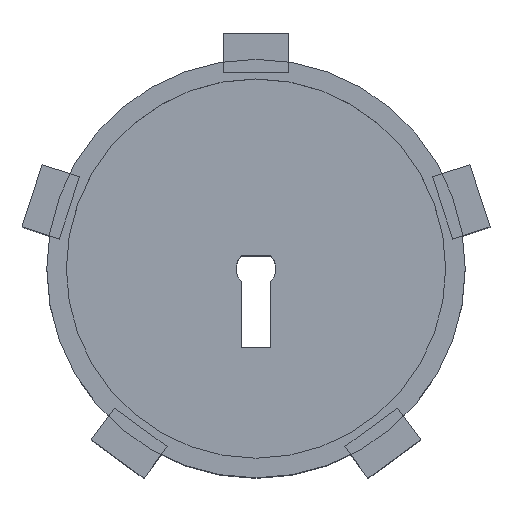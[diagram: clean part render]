
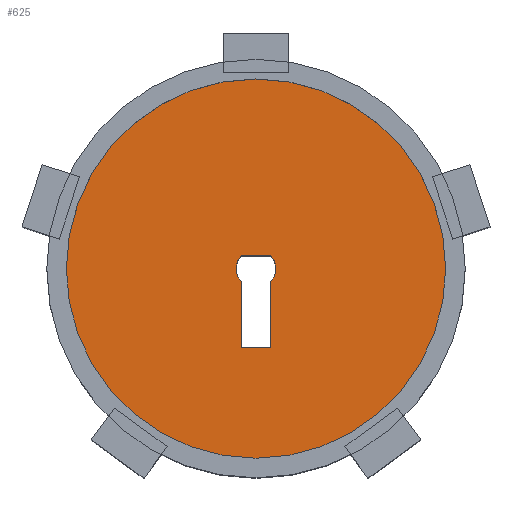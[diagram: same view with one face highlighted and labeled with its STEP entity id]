
A CAD part, top view. The second image highlights one B-rep face of the part: STEP entity #625.
In plain terms, the highlighted planar face has unit normal (0, 0, 1).
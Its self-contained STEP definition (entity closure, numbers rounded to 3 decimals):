
#29=FACE_BOUND('',#85,.T.);
#32=CIRCLE('',#686,14.5);
#33=CIRCLE('',#687,1.5);
#34=CIRCLE('',#688,1.5);
#43=FACE_OUTER_BOUND('',#84,.T.);
#84=EDGE_LOOP('',(#429));
#85=EDGE_LOOP('',(#430,#431,#432,#433,#434,#435));
#126=LINE('',#913,#202);
#132=LINE('',#925,#208);
#134=LINE('',#928,#210);
#135=LINE('',#935,#211);
#202=VECTOR('',#736,10.);
#208=VECTOR('',#744,10.);
#210=VECTOR('',#748,10.);
#211=VECTOR('',#755,10.);
#277=VERTEX_POINT('',#909);
#279=VERTEX_POINT('',#912);
#282=VERTEX_POINT('',#919);
#284=VERTEX_POINT('',#923);
#285=VERTEX_POINT('',#930);
#286=VERTEX_POINT('',#932);
#287=VERTEX_POINT('',#934);
#334=EDGE_CURVE('',#279,#277,#126,.T.);
#340=EDGE_CURVE('',#282,#284,#132,.T.);
#342=EDGE_CURVE('',#284,#279,#134,.T.);
#343=EDGE_CURVE('',#285,#285,#32,.T.);
#344=EDGE_CURVE('',#277,#286,#33,.T.);
#345=EDGE_CURVE('',#286,#287,#135,.T.);
#346=EDGE_CURVE('',#287,#282,#34,.T.);
#429=ORIENTED_EDGE('',*,*,#343,.T.);
#430=ORIENTED_EDGE('',*,*,#340,.T.);
#431=ORIENTED_EDGE('',*,*,#342,.T.);
#432=ORIENTED_EDGE('',*,*,#334,.T.);
#433=ORIENTED_EDGE('',*,*,#344,.T.);
#434=ORIENTED_EDGE('',*,*,#345,.T.);
#435=ORIENTED_EDGE('',*,*,#346,.T.);
#588=PLANE('',#685);
#625=ADVANCED_FACE('',(#43,#29),#588,.T.);
#685=AXIS2_PLACEMENT_3D('',#929,#749,#750);
#686=AXIS2_PLACEMENT_3D('',#931,#751,#752);
#687=AXIS2_PLACEMENT_3D('',#933,#753,#754);
#688=AXIS2_PLACEMENT_3D('',#936,#756,#757);
#736=DIRECTION('',(0.,1.,0.));
#744=DIRECTION('',(0.,-1.,0.));
#748=DIRECTION('',(-1.,0.,0.));
#749=DIRECTION('center_axis',(0.,0.,1.));
#750=DIRECTION('ref_axis',(1.,0.,0.));
#751=DIRECTION('center_axis',(0.,0.,1.));
#752=DIRECTION('ref_axis',(1.,0.,0.));
#753=DIRECTION('center_axis',(0.,0.,-1.));
#754=DIRECTION('ref_axis',(-0.745,0.667,0.));
#755=DIRECTION('',(1.,0.,0.));
#756=DIRECTION('center_axis',(0.,0.,-1.));
#757=DIRECTION('ref_axis',(-0.745,0.667,0.));
#909=CARTESIAN_POINT('',(-1.118,-1.,20.));
#912=CARTESIAN_POINT('',(-1.118,-6.,20.));
#913=CARTESIAN_POINT('',(-1.118,0.5,20.));
#919=CARTESIAN_POINT('',(1.118,-1.,20.));
#923=CARTESIAN_POINT('',(1.118,-6.,20.));
#925=CARTESIAN_POINT('',(1.118,0.5,20.));
#928=CARTESIAN_POINT('',(-0.559,-6.,20.));
#929=CARTESIAN_POINT('Origin',(0.,0.,20.));
#930=CARTESIAN_POINT('',(-14.5,0.,20.));
#931=CARTESIAN_POINT('Origin',(0.,0.,20.));
#932=CARTESIAN_POINT('',(-1.118,1.,20.));
#933=CARTESIAN_POINT('Origin',(0.,0.,20.));
#934=CARTESIAN_POINT('',(1.118,1.,20.));
#935=CARTESIAN_POINT('',(0.,1.,20.));
#936=CARTESIAN_POINT('Origin',(0.,0.,20.));
